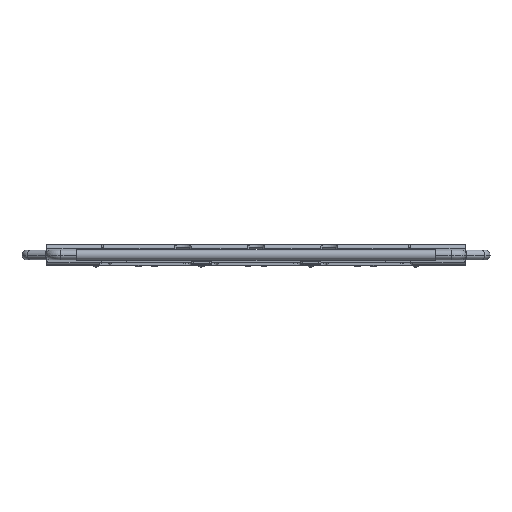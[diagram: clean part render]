
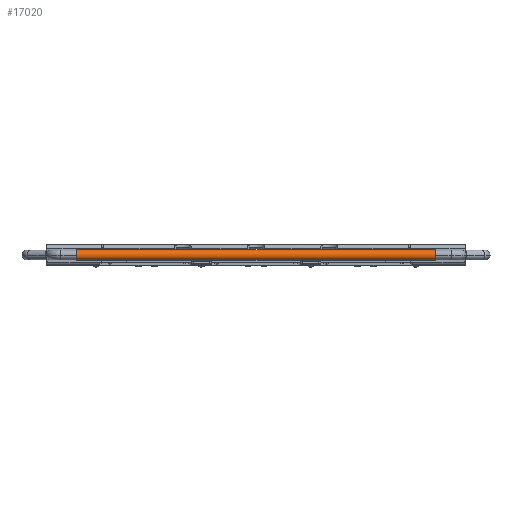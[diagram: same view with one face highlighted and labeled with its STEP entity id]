
A CAD part, front view. The second image highlights one B-rep face of the part: STEP entity #17020.
In plain terms, the highlighted cylindrical face has radius 0.255 mm (diameter 0.51 mm), a partial arc.
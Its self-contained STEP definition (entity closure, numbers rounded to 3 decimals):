
#464 = LINE ( 'NONE', #33308, #11803 ) ;
#5213 = CIRCLE ( 'NONE', #29850, 0.255 ) ;
#7158 = VERTEX_POINT ( 'NONE', #19614 ) ;
#8146 = DIRECTION ( 'NONE',  ( 0., 0., -1. ) ) ;
#8731 = DIRECTION ( 'NONE',  ( -1., 0., 0. ) ) ;
#9145 = AXIS2_PLACEMENT_3D ( 'NONE', #18809, #18094, #12720 ) ;
#9301 = CARTESIAN_POINT ( 'NONE',  ( -9., -5.795, -0.765 ) ) ;
#9813 = DIRECTION ( 'NONE',  ( -1., 0., 0. ) ) ;
#10196 = ORIENTED_EDGE ( 'NONE', *, *, #20014, .F. ) ;
#11781 = CYLINDRICAL_SURFACE ( 'NONE', #16004, 0.255 ) ;
#11803 = VECTOR ( 'NONE', #25238, 1000. ) ;
#12720 = DIRECTION ( 'NONE',  ( 0., 0., -1. ) ) ;
#14865 = EDGE_CURVE ( 'NONE', #30138, #21995, #14871, .T. ) ;
#14871 = CIRCLE ( 'NONE', #9145, 0.255 ) ;
#16004 = AXIS2_PLACEMENT_3D ( 'NONE', #19849, #8731, #33469 ) ;
#16367 = EDGE_CURVE ( 'NONE', #7158, #34438, #5213, .T. ) ;
#17020 = ADVANCED_FACE ( 'NONE', ( #19309 ), #11781, .T. ) ;
#18094 = DIRECTION ( 'NONE',  ( 1., 0., 0. ) ) ;
#18166 = CARTESIAN_POINT ( 'NONE',  ( 9., -5.795, -0.765 ) ) ;
#18809 = CARTESIAN_POINT ( 'NONE',  ( -9., -5.795, -0.51 ) ) ;
#19309 = FACE_OUTER_BOUND ( 'NONE', #34070, .T. ) ;
#19614 = CARTESIAN_POINT ( 'NONE',  ( 9., -5.795, -0.255 ) ) ;
#19849 = CARTESIAN_POINT ( 'NONE',  ( 9., -5.795, -0.51 ) ) ;
#20014 = EDGE_CURVE ( 'NONE', #34438, #21995, #34359, .T. ) ;
#21995 = VERTEX_POINT ( 'NONE', #9301 ) ;
#25238 = DIRECTION ( 'NONE',  ( -1., 0., 0. ) ) ;
#25349 = CARTESIAN_POINT ( 'NONE',  ( 9., -5.795, -0.51 ) ) ;
#26837 = ORIENTED_EDGE ( 'NONE', *, *, #31314, .T. ) ;
#27677 = DIRECTION ( 'NONE',  ( 1., 0., 0. ) ) ;
#29166 = CARTESIAN_POINT ( 'NONE',  ( 9., -5.795, -0.765 ) ) ;
#29722 = ORIENTED_EDGE ( 'NONE', *, *, #16367, .F. ) ;
#29850 = AXIS2_PLACEMENT_3D ( 'NONE', #25349, #27677, #8146 ) ;
#30138 = VERTEX_POINT ( 'NONE', #33668 ) ;
#31314 = EDGE_CURVE ( 'NONE', #7158, #30138, #464, .T. ) ;
#32845 = ORIENTED_EDGE ( 'NONE', *, *, #14865, .T. ) ;
#33308 = CARTESIAN_POINT ( 'NONE',  ( 9., -5.795, -0.255 ) ) ;
#33469 = DIRECTION ( 'NONE',  ( 0., 0., 1. ) ) ;
#33668 = CARTESIAN_POINT ( 'NONE',  ( -9., -5.795, -0.255 ) ) ;
#34070 = EDGE_LOOP ( 'NONE', ( #10196, #29722, #26837, #32845 ) ) ;
#34111 = VECTOR ( 'NONE', #9813, 1000. ) ;
#34359 = LINE ( 'NONE', #29166, #34111 ) ;
#34438 = VERTEX_POINT ( 'NONE', #18166 ) ;
